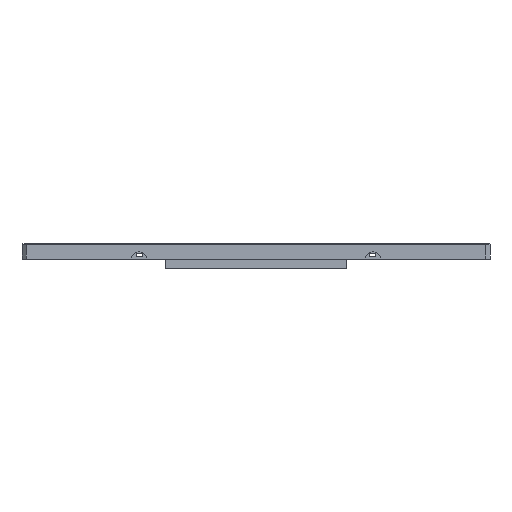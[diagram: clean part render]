
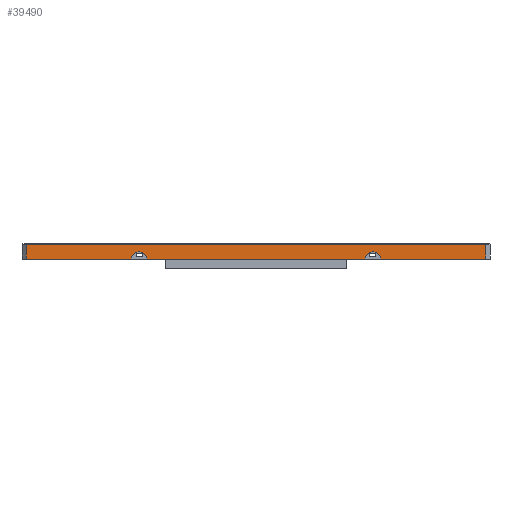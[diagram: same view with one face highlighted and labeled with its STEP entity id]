
A CAD part, front view. The second image highlights one B-rep face of the part: STEP entity #39490.
In plain terms, the highlighted planar face has unit normal (0, -1, 0).
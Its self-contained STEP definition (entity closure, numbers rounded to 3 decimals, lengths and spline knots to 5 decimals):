
#3017=LINE('',#64091,#7369);
#3018=LINE('',#64094,#7370);
#3019=LINE('',#64096,#7371);
#3020=LINE('',#64098,#7372);
#3021=LINE('',#64102,#7373);
#3022=LINE('',#64106,#7374);
#7369=VECTOR('',#50368,1.);
#7370=VECTOR('',#50369,1.);
#7371=VECTOR('',#50370,1.);
#7372=VECTOR('',#50371,1.);
#7373=VECTOR('',#50374,1.);
#7374=VECTOR('',#50377,1.);
#9626=PLANE('',#42969);
#14505=ORIENTED_EDGE('',*,*,#26491,.T.);
#14506=ORIENTED_EDGE('',*,*,#26492,.T.);
#14507=ORIENTED_EDGE('',*,*,#26493,.T.);
#14508=ORIENTED_EDGE('',*,*,#26494,.T.);
#14509=ORIENTED_EDGE('',*,*,#26495,.F.);
#14510=ORIENTED_EDGE('',*,*,#26496,.T.);
#14511=ORIENTED_EDGE('',*,*,#26497,.F.);
#14512=ORIENTED_EDGE('',*,*,#26498,.T.);
#26491=EDGE_CURVE('',#32409,#32410,#3017,.T.);
#26492=EDGE_CURVE('',#32410,#32411,#3018,.T.);
#26493=EDGE_CURVE('',#32411,#32412,#3019,.T.);
#26494=EDGE_CURVE('',#32412,#32413,#3020,.T.);
#26495=EDGE_CURVE('',#32414,#32413,#34478,.T.);
#26496=EDGE_CURVE('',#32414,#32415,#3021,.T.);
#26497=EDGE_CURVE('',#32416,#32415,#34479,.T.);
#26498=EDGE_CURVE('',#32416,#32409,#3022,.T.);
#32409=VERTEX_POINT('',#64092);
#32410=VERTEX_POINT('',#64093);
#32411=VERTEX_POINT('',#64095);
#32412=VERTEX_POINT('',#64097);
#32413=VERTEX_POINT('',#64099);
#32414=VERTEX_POINT('',#64101);
#32415=VERTEX_POINT('',#64103);
#32416=VERTEX_POINT('',#64105);
#34478=CIRCLE('',#42970,0.004);
#34479=CIRCLE('',#42971,0.004);
#35066=EDGE_LOOP('',(#14505,#14506,#14507,#14508,#14509,#14510,#14511,#14512));
#37414=FACE_BOUND('',#35066,.T.);
#39490=ADVANCED_FACE('',(#37414),#9626,.F.);
#42969=AXIS2_PLACEMENT_3D('',#64090,#50366,#50367);
#42970=AXIS2_PLACEMENT_3D('',#64100,#50372,#50373);
#42971=AXIS2_PLACEMENT_3D('',#64104,#50375,#50376);
#50366=DIRECTION('',(0.,1.,0.));
#50367=DIRECTION('',(0.,0.,1.));
#50368=DIRECTION('',(0.,0.,1.));
#50369=DIRECTION('',(-1.,0.,0.));
#50370=DIRECTION('',(0.,0.,-1.));
#50371=DIRECTION('',(1.,0.,0.));
#50372=DIRECTION('',(0.,-1.,0.));
#50373=DIRECTION('',(0.,0.,-1.));
#50374=DIRECTION('',(1.,0.,0.));
#50375=DIRECTION('',(0.,-1.,0.));
#50376=DIRECTION('',(0.,0.,-1.));
#50377=DIRECTION('',(1.,0.,0.));
#64090=CARTESIAN_POINT('',(0.115,-0.185,0.00794));
#64091=CARTESIAN_POINT('',(0.22798,-0.185,0.00793));
#64092=CARTESIAN_POINT('',(0.22798,-0.185,0.0004));
#64093=CARTESIAN_POINT('',(0.22798,-0.185,0.00753));
#64094=CARTESIAN_POINT('',(0.00202,-0.185,0.00753));
#64095=CARTESIAN_POINT('',(0.00202,-0.185,0.00753));
#64096=CARTESIAN_POINT('',(0.00202,-0.185,0.00794));
#64097=CARTESIAN_POINT('',(0.00202,-0.185,0.0004));
#64098=CARTESIAN_POINT('',(0.115,-0.185,0.0004));
#64099=CARTESIAN_POINT('',(0.05352,-0.185,0.0004));
#64100=CARTESIAN_POINT('',(0.0575,-0.185,0.));
#64101=CARTESIAN_POINT('',(0.06148,-0.185,0.0004));
#64102=CARTESIAN_POINT('',(0.115,-0.185,0.0004));
#64103=CARTESIAN_POINT('',(0.16852,-0.185,0.0004));
#64104=CARTESIAN_POINT('',(0.1725,-0.185,0.));
#64105=CARTESIAN_POINT('',(0.17648,-0.185,0.0004));
#64106=CARTESIAN_POINT('',(0.115,-0.185,0.0004));
